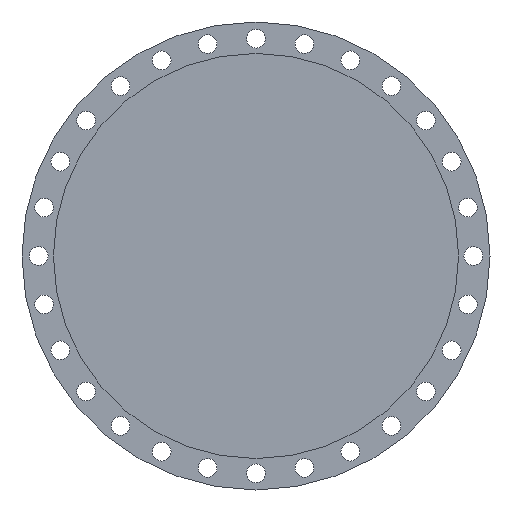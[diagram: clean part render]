
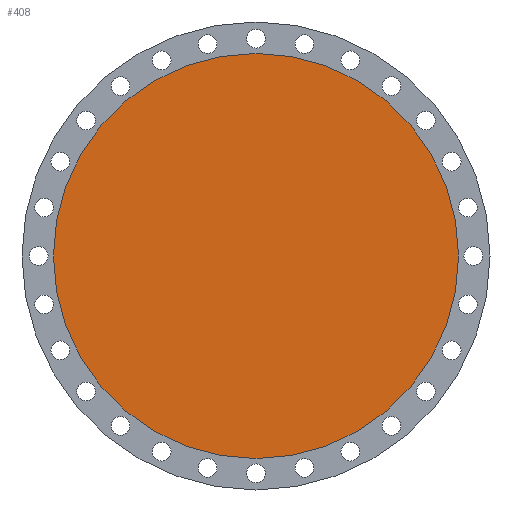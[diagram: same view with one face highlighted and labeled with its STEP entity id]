
A CAD part, left-side view. The second image highlights one B-rep face of the part: STEP entity #408.
In plain terms, the highlighted planar face has unit normal (-1, 0, 0).
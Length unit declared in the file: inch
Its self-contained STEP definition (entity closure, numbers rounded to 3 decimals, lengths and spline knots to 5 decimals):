
#41 = EDGE_CURVE ( 'NONE', #820, #1654, #61, .T. ) ;
#61 = CIRCLE ( 'NONE', #437, 25.75 ) ;
#159 = DIRECTION ( 'NONE',  ( 0., 0., 1. ) ) ;
#216 = CARTESIAN_POINT ( 'NONE',  ( 0., 0., 0. ) ) ;
#336 = FACE_OUTER_BOUND ( 'NONE', #939, .T. ) ;
#364 = DIRECTION ( 'NONE',  ( -1., 0., 0. ) ) ;
#408 = ADVANCED_FACE ( 'NONE', ( #336 ), #1799, .T. ) ;
#437 = AXIS2_PLACEMENT_3D ( 'NONE', #216, #364, #1876 ) ;
#478 = EDGE_CURVE ( 'NONE', #1654, #820, #926, .T. ) ;
#711 = CARTESIAN_POINT ( 'NONE',  ( 0., 0., 0. ) ) ;
#820 = VERTEX_POINT ( 'NONE', #1987 ) ;
#910 = DIRECTION ( 'NONE',  ( -1., 0., 0. ) ) ;
#926 = CIRCLE ( 'NONE', #996, 25.75 ) ;
#939 = EDGE_LOOP ( 'NONE', ( #1643, #1907 ) ) ;
#996 = AXIS2_PLACEMENT_3D ( 'NONE', #1507, #1700, #1337 ) ;
#1337 = DIRECTION ( 'NONE',  ( 0., 0., 1. ) ) ;
#1501 = CARTESIAN_POINT ( 'NONE',  ( 0., 0., -25.75 ) ) ;
#1507 = CARTESIAN_POINT ( 'NONE',  ( 0., 0., 0. ) ) ;
#1643 = ORIENTED_EDGE ( 'NONE', *, *, #41, .T. ) ;
#1654 = VERTEX_POINT ( 'NONE', #1501 ) ;
#1700 = DIRECTION ( 'NONE',  ( -1., 0., 0. ) ) ;
#1799 = PLANE ( 'NONE',  #2239 ) ;
#1876 = DIRECTION ( 'NONE',  ( 0., 0., 1. ) ) ;
#1907 = ORIENTED_EDGE ( 'NONE', *, *, #478, .T. ) ;
#1987 = CARTESIAN_POINT ( 'NONE',  ( 0., 0., 25.75 ) ) ;
#2239 = AXIS2_PLACEMENT_3D ( 'NONE', #711, #910, #159 ) ;
